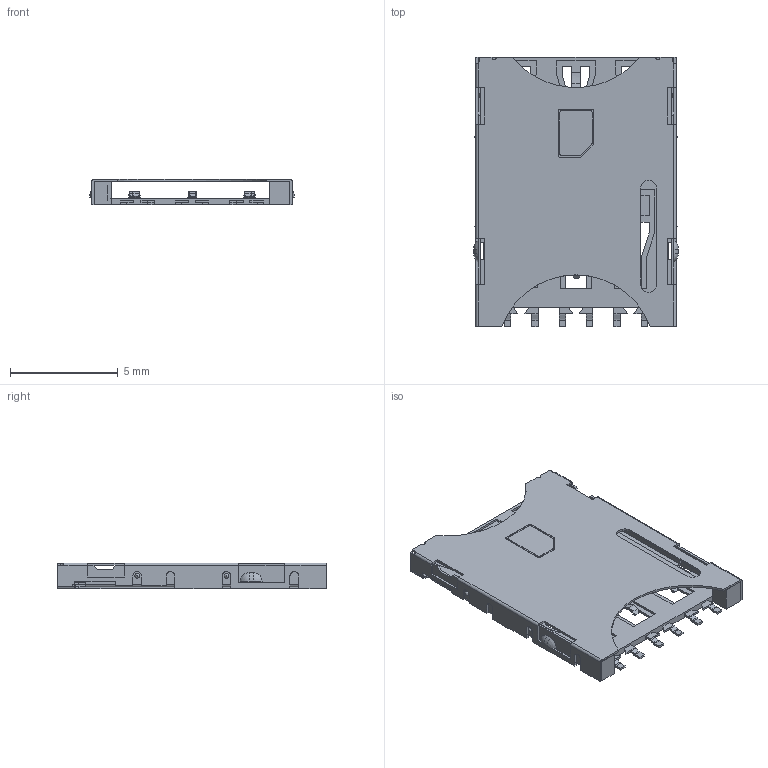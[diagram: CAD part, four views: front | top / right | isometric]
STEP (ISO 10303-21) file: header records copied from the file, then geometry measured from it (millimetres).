
FILE_DESCRIPTION(/* description */ (''),/* implementation_level */ '2;1');
FILE_NAME(/* name */ 'Würth - 693043020611.step',/* time_stamp */ '2019-12-12T04:50:58+00:00',/* author */ (''),/* organization */ (''),/* preprocessor_version */ 'ST-DEVELOPER v18',/* originating_system */ 'Autodesk Translation Framework v8.12.0.6',/* authorisation */ '');
FILE_SCHEMA (('AUTOMOTIVE_DESIGN { 1 0 10303 214 3 1 1 }'));
Length unit declared in the file: millimetre
Products named in the file (4): Würth - 693043020611; 693043020611; 693043020611 (1); 693043020611_SHIELDING
Assembly tree (3 placements, depth 2):
  Würth - 693043020611
    693043020611
    693043020611 (1)
    693043020611_SHIELDING
Bounding box: 9.5 x 12.5 x 1.21 mm (x, y, z)
Volume: 35.3 mm3; surface area: 603.1 mm2
Topology: 3 solids, 3 shells, 1012 faces, 3033 edges, 1998 vertices
Faces by surface type: plane 850, cylinder 144, sphere 8, bspline 6, torus 4
Full cylindrical faces by diameter (mm): 0.01 x4, 0.21 x4
Entity records: 34487 total; most frequent: CARTESIAN_POINT 6253, ORIENTED_EDGE 6050, DIRECTION 5389, EDGE_CURVE 3025, LINE 2673, VECTOR 2673, VERTEX_POINT 1998, AXIS2_PLACEMENT_3D 1358
